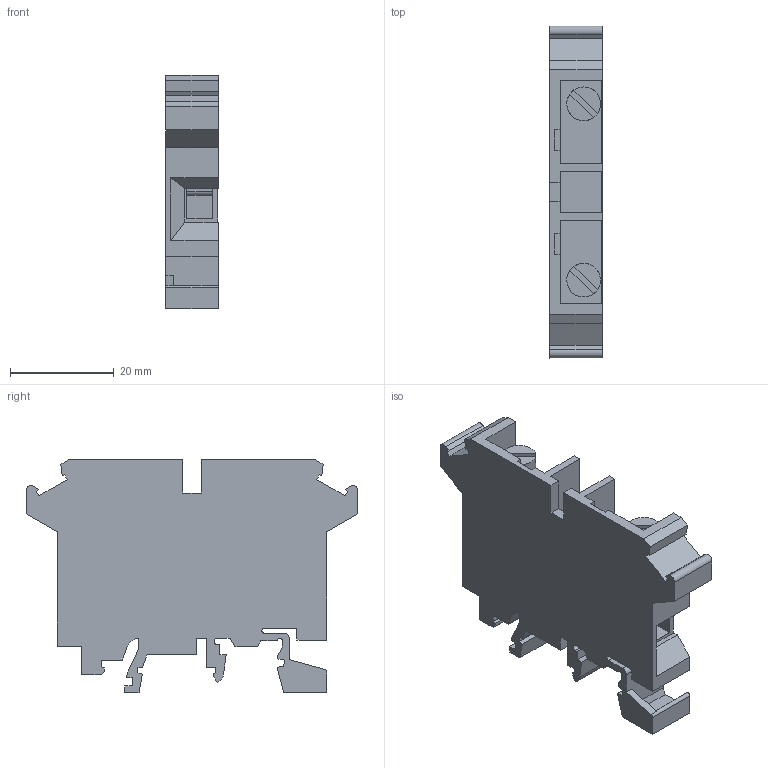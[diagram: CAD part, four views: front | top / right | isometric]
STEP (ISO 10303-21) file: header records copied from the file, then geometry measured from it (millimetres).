
FILE_DESCRIPTION(('Creo Elements/Direct Modeling STEP Export'),'2;1');
FILE_NAME('model.stp','2019-07-05T 1:48:59',(''),(''),'Creo Elements/Direct Modeling STEP processor for AP214 (Solid Model)','Creo Elements/Direct Modeling 20.1A 29-Sep-2018 (C) Parametric Technology GmbH','');
FILE_SCHEMA(('AUTOMOTIVE_DESIGN { 1 0 10303 214 1 1 1 1 }'));
Length unit declared in the file: millimetre
Products named in the file (2): URK_ND_select
Assembly tree (1 placements, depth 2):
  URK_ND_select
    URK_ND_select
Bounding box: 10.15 x 64 x 45 mm (x, y, z)
Volume: 15390.5 mm3; surface area: 8876.8 mm2
Topology: 1 solids, 1 shells, 176 faces, 498 edges, 328 vertices
Faces by surface type: plane 157, cylinder 19
Entity records: 6864 total; most frequent: ORIENTED_EDGE 996, CARTESIAN_POINT 961, DIRECTION 828, EDGE_CURVE 498, VECTOR 438, LINE 438, VERTEX_POINT 328, AXIS2_PLACEMENT_3D 195
